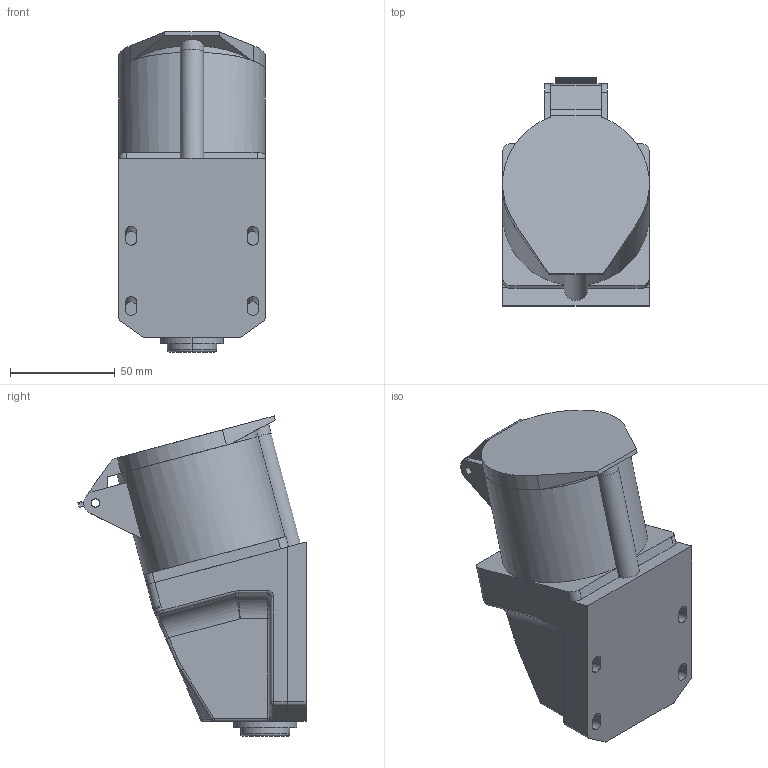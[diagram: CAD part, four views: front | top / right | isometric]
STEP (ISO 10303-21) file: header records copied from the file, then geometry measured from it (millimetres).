
FILE_DESCRIPTION (( 'STEP AP214' ), '1' );
FILE_NAME ('PSR12-032-5 Ðîçåòêà 125 ñòàöèîíàðíàÿ 3Ð+ÐÅ+N 32À 380Â IP44 ÈÝÊ.STEP', '2017-03-10T08:29:00', ( '' ), ( '' ), 'SwSTEP 2.0', 'SolidWorks 2014', '' );
FILE_SCHEMA (( 'AUTOMOTIVE_DESIGN' ));
Length unit declared in the file: millimetre
Products named in the file (1): PSR12-032-5 Ðîçåòêà 125 ñòàöèîíàðíàÿ 3Ð+ÐÅ+N 32À 380Â IP44 ÈÝÊ
Bounding box: 70 x 108.76 x 152.6 mm (x, y, z)
Volume: 292055.8 mm3; surface area: 117988.1 mm2
Topology: 10 solids, 10 shells, 624 faces, 1612 edges, 1048 vertices
Faces by surface type: plane 324, cylinder 219, bspline 55, torus 12, cone 10, sphere 4
Entity records: 22300 total; most frequent: CARTESIAN_POINT 7115, ORIENTED_EDGE 3216, DIRECTION 3000, EDGE_CURVE 1608, VERTEX_POINT 1048, AXIS2_PLACEMENT_3D 1019, VECTOR 962, LINE 962
